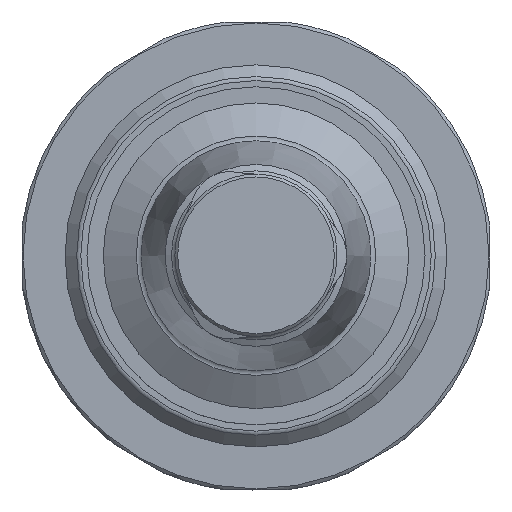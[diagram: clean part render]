
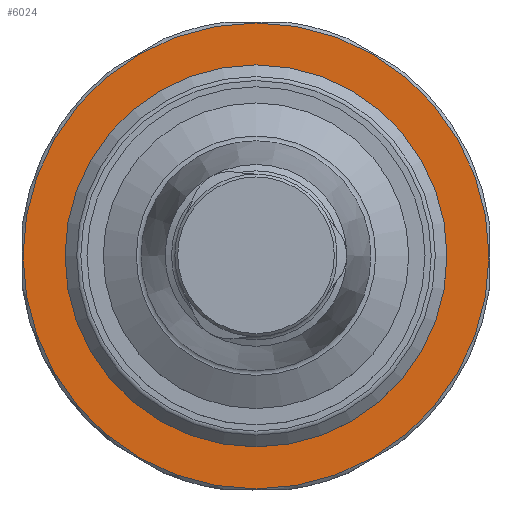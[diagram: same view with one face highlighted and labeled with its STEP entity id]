
A CAD part, top view. The second image highlights one B-rep face of the part: STEP entity #6024.
In plain terms, the highlighted planar face has unit normal (0, 0, 1).
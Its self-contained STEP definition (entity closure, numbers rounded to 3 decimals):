
#4238 = CONICAL_SURFACE('',#4239,24.4,0.785);
#4239 = AXIS2_PLACEMENT_3D('',#4240,#4241,#4242);
#4240 = CARTESIAN_POINT('',(0.,0.,
    -1.));
#4241 = DIRECTION('',(0.,0.,-1.));
#4242 = DIRECTION('',(1.,0.,0.));
#4948 = VERTEX_POINT('',#4949);
#4949 = CARTESIAN_POINT('',(24.4,0.,-1.));
#4969 = EDGE_CURVE('',#4948,#4948,#4970,.T.);
#4970 = SURFACE_CURVE('',#4971,(#4976,#5005),.PCURVE_S1.);
#4971 = CIRCLE('',#4972,24.4);
#4972 = AXIS2_PLACEMENT_3D('',#4973,#4974,#4975);
#4973 = CARTESIAN_POINT('',(0.,0.,
    -1.));
#4974 = DIRECTION('',(0.,0.,-1.));
#4975 = DIRECTION('',(1.,0.,0.));
#4976 = PCURVE('',#4238,#4977);
#4977 = DEFINITIONAL_REPRESENTATION('',(#4978),#5004);
#4978 = B_SPLINE_CURVE_WITH_KNOTS('',3,(#4979,#4980,#4981,#4982,#4983,
    #4984,#4985,#4986,#4987,#4988,#4989,#4990,#4991,#4992,#4993,#4994,
    #4995,#4996,#4997,#4998,#4999,#5000,#5001,#5002,#5003),
  .UNSPECIFIED.,.F.,.F.,(4,1,1,1,1,1,1,1,1,1,1,1,1,1,1,1,1,1,1,1,1,1,4),
  (0.,0.286,0.571,0.857,1.142,
    1.428,1.714,1.999,2.285,
    2.57,2.856,3.142,3.427,
    3.713,3.998,4.284,4.57,
    4.855,5.141,5.426,5.712,
    5.998,6.283),.QUASI_UNIFORM_KNOTS.);
#4979 = CARTESIAN_POINT('',(0.,0.));
#4980 = CARTESIAN_POINT('',(0.095,0.));
#4981 = CARTESIAN_POINT('',(0.286,0.));
#4982 = CARTESIAN_POINT('',(0.571,0.));
#4983 = CARTESIAN_POINT('',(0.857,0.));
#4984 = CARTESIAN_POINT('',(1.142,0.));
#4985 = CARTESIAN_POINT('',(1.428,0.));
#4986 = CARTESIAN_POINT('',(1.714,0.));
#4987 = CARTESIAN_POINT('',(1.999,0.));
#4988 = CARTESIAN_POINT('',(2.285,0.));
#4989 = CARTESIAN_POINT('',(2.57,0.));
#4990 = CARTESIAN_POINT('',(2.856,0.));
#4991 = CARTESIAN_POINT('',(3.142,0.));
#4992 = CARTESIAN_POINT('',(3.427,0.));
#4993 = CARTESIAN_POINT('',(3.713,0.));
#4994 = CARTESIAN_POINT('',(3.998,0.));
#4995 = CARTESIAN_POINT('',(4.284,0.));
#4996 = CARTESIAN_POINT('',(4.57,0.));
#4997 = CARTESIAN_POINT('',(4.855,0.));
#4998 = CARTESIAN_POINT('',(5.141,0.));
#4999 = CARTESIAN_POINT('',(5.426,0.));
#5000 = CARTESIAN_POINT('',(5.712,0.));
#5001 = CARTESIAN_POINT('',(5.998,0.));
#5002 = CARTESIAN_POINT('',(6.188,0.));
#5003 = CARTESIAN_POINT('',(6.283,0.));
#5004 = ( GEOMETRIC_REPRESENTATION_CONTEXT(2) 
PARAMETRIC_REPRESENTATION_CONTEXT() REPRESENTATION_CONTEXT('2D SPACE',''
  ) );
#5005 = PCURVE('',#5006,#5011);
#5006 = PLANE('',#5007);
#5007 = AXIS2_PLACEMENT_3D('',#5008,#5009,#5010);
#5008 = CARTESIAN_POINT('',(19.65,0.,-1.));
#5009 = DIRECTION('',(0.,0.,-1.));
#5010 = DIRECTION('',(1.,0.,0.));
#5011 = DEFINITIONAL_REPRESENTATION('',(#5012),#5016);
#5012 = CIRCLE('',#5013,24.4);
#5013 = AXIS2_PLACEMENT_2D('',#5014,#5015);
#5014 = CARTESIAN_POINT('',(-19.65,0.));
#5015 = DIRECTION('',(1.,0.));
#5016 = ( GEOMETRIC_REPRESENTATION_CONTEXT(2) 
PARAMETRIC_REPRESENTATION_CONTEXT() REPRESENTATION_CONTEXT('2D SPACE',''
  ) );
#6024 = ADVANCED_FACE('',(#6025,#6078),#5006,.F.);
#6025 = FACE_BOUND('',#6026,.T.);
#6026 = EDGE_LOOP('',(#6027));
#6027 = ORIENTED_EDGE('',*,*,#6028,.T.);
#6028 = EDGE_CURVE('',#6029,#6029,#6031,.T.);
#6029 = VERTEX_POINT('',#6030);
#6030 = CARTESIAN_POINT('',(19.65,0.,-1.));
#6031 = SURFACE_CURVE('',#6032,(#6037,#6044),.PCURVE_S1.);
#6032 = CIRCLE('',#6033,19.65);
#6033 = AXIS2_PLACEMENT_3D('',#6034,#6035,#6036);
#6034 = CARTESIAN_POINT('',(0.,0.,
    -1.));
#6035 = DIRECTION('',(0.,0.,-1.));
#6036 = DIRECTION('',(1.,0.,0.));
#6037 = PCURVE('',#5006,#6038);
#6038 = DEFINITIONAL_REPRESENTATION('',(#6039),#6043);
#6039 = CIRCLE('',#6040,19.65);
#6040 = AXIS2_PLACEMENT_2D('',#6041,#6042);
#6041 = CARTESIAN_POINT('',(-19.65,0.));
#6042 = DIRECTION('',(1.,0.));
#6043 = ( GEOMETRIC_REPRESENTATION_CONTEXT(2) 
PARAMETRIC_REPRESENTATION_CONTEXT() REPRESENTATION_CONTEXT('2D SPACE',''
  ) );
#6044 = PCURVE('',#6045,#6050);
#6045 = TOROIDAL_SURFACE('',#6046,19.65,0.6);
#6046 = AXIS2_PLACEMENT_3D('',#6047,#6048,#6049);
#6047 = CARTESIAN_POINT('',(0.,0.,
    -0.4));
#6048 = DIRECTION('',(0.,0.,-1.));
#6049 = DIRECTION('',(1.,0.,0.));
#6050 = DEFINITIONAL_REPRESENTATION('',(#6051),#6077);
#6051 = B_SPLINE_CURVE_WITH_KNOTS('',3,(#6052,#6053,#6054,#6055,#6056,
    #6057,#6058,#6059,#6060,#6061,#6062,#6063,#6064,#6065,#6066,#6067,
    #6068,#6069,#6070,#6071,#6072,#6073,#6074,#6075,#6076),
  .UNSPECIFIED.,.F.,.F.,(4,1,1,1,1,1,1,1,1,1,1,1,1,1,1,1,1,1,1,1,1,1,4),
  (0.,0.286,0.571,0.857,1.142,
    1.428,1.714,1.999,2.285,
    2.57,2.856,3.142,3.427,
    3.713,3.998,4.284,4.57,
    4.855,5.141,5.426,5.712,
    5.998,6.283),.QUASI_UNIFORM_KNOTS.);
#6052 = CARTESIAN_POINT('',(0.,7.854));
#6053 = CARTESIAN_POINT('',(0.095,7.854));
#6054 = CARTESIAN_POINT('',(0.286,7.854));
#6055 = CARTESIAN_POINT('',(0.571,7.854));
#6056 = CARTESIAN_POINT('',(0.857,7.854));
#6057 = CARTESIAN_POINT('',(1.142,7.854));
#6058 = CARTESIAN_POINT('',(1.428,7.854));
#6059 = CARTESIAN_POINT('',(1.714,7.854));
#6060 = CARTESIAN_POINT('',(1.999,7.854));
#6061 = CARTESIAN_POINT('',(2.285,7.854));
#6062 = CARTESIAN_POINT('',(2.57,7.854));
#6063 = CARTESIAN_POINT('',(2.856,7.854));
#6064 = CARTESIAN_POINT('',(3.142,7.854));
#6065 = CARTESIAN_POINT('',(3.427,7.854));
#6066 = CARTESIAN_POINT('',(3.713,7.854));
#6067 = CARTESIAN_POINT('',(3.998,7.854));
#6068 = CARTESIAN_POINT('',(4.284,7.854));
#6069 = CARTESIAN_POINT('',(4.57,7.854));
#6070 = CARTESIAN_POINT('',(4.855,7.854));
#6071 = CARTESIAN_POINT('',(5.141,7.854));
#6072 = CARTESIAN_POINT('',(5.426,7.854));
#6073 = CARTESIAN_POINT('',(5.712,7.854));
#6074 = CARTESIAN_POINT('',(5.998,7.854));
#6075 = CARTESIAN_POINT('',(6.188,7.854));
#6076 = CARTESIAN_POINT('',(6.283,7.854));
#6077 = ( GEOMETRIC_REPRESENTATION_CONTEXT(2) 
PARAMETRIC_REPRESENTATION_CONTEXT() REPRESENTATION_CONTEXT('2D SPACE',''
  ) );
#6078 = FACE_BOUND('',#6079,.T.);
#6079 = EDGE_LOOP('',(#6080));
#6080 = ORIENTED_EDGE('',*,*,#4969,.F.);
